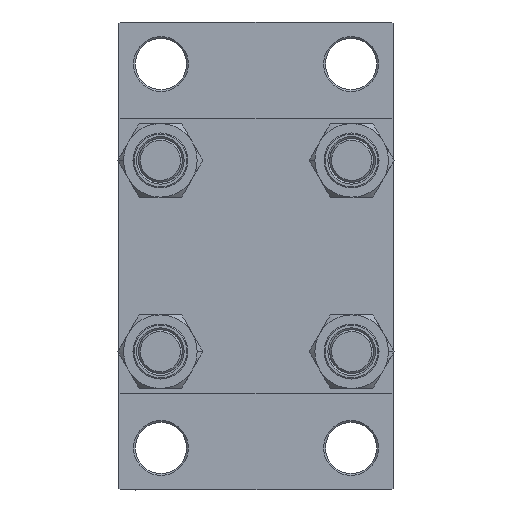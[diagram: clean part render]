
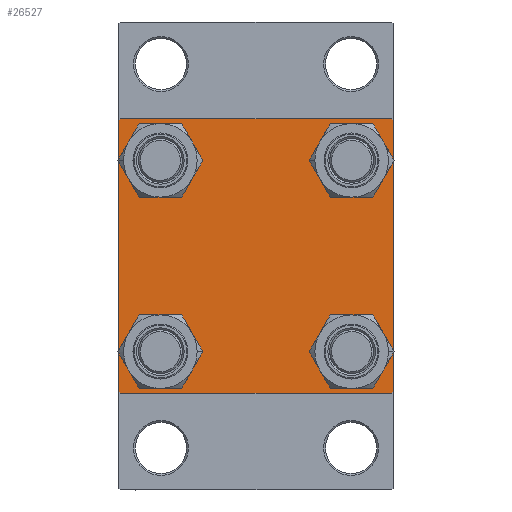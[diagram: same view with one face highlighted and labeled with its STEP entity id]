
A CAD part, left-side view. The second image highlights one B-rep face of the part: STEP entity #26527.
In plain terms, the highlighted planar face has unit normal (-1, 0, 0).
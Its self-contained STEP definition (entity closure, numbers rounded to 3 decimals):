
#296 = CARTESIAN_POINT ( 'NONE',  ( 0., -37., -37.5 ) ) ;
#352 = VERTEX_POINT ( 'NONE', #29498 ) ;
#692 = ORIENTED_EDGE ( 'NONE', *, *, #49181, .T. ) ;
#1930 = ORIENTED_EDGE ( 'NONE', *, *, #38337, .T. ) ;
#2016 = AXIS2_PLACEMENT_3D ( 'NONE', #49746, #4215, #23202 ) ;
#2406 = EDGE_CURVE ( 'NONE', #18404, #26160, #43094, .T. ) ;
#2413 = ORIENTED_EDGE ( 'NONE', *, *, #25045, .T. ) ;
#2840 = ORIENTED_EDGE ( 'NONE', *, *, #11943, .T. ) ;
#3069 = CIRCLE ( 'NONE', #35391, 6.5 ) ;
#3542 = CARTESIAN_POINT ( 'NONE',  ( 0., -37.5, -37. ) ) ;
#3777 = CARTESIAN_POINT ( 'NONE',  ( 0., -26.15, -26.15 ) ) ;
#3867 = CIRCLE ( 'NONE', #16759, 6.5 ) ;
#4215 = DIRECTION ( 'NONE',  ( 1., 0., 0. ) ) ;
#4296 = VECTOR ( 'NONE', #44697, 1000. ) ;
#4390 = EDGE_LOOP ( 'NONE', ( #27969, #33321, #2413, #33923, #35355, #22128, #36447, #39919 ) ) ;
#4894 = VERTEX_POINT ( 'NONE', #34087 ) ;
#5108 = VECTOR ( 'NONE', #31607, 1000. ) ;
#5521 = DIRECTION ( 'NONE',  ( 0., 0., 1. ) ) ;
#6560 = AXIS2_PLACEMENT_3D ( 'NONE', #6981, #7225, #22422 ) ;
#6609 = CARTESIAN_POINT ( 'NONE',  ( 0., 37.25, -37.25 ) ) ;
#6892 = CARTESIAN_POINT ( 'NONE',  ( 0., 26.15, 26.15 ) ) ;
#6981 = CARTESIAN_POINT ( 'NONE',  ( 0., 0., 0. ) ) ;
#7011 = CARTESIAN_POINT ( 'NONE',  ( 0., 37.5, 37.5 ) ) ;
#7225 = DIRECTION ( 'NONE',  ( -1., 0., 0. ) ) ;
#8076 = DIRECTION ( 'NONE',  ( 0., 0., 1. ) ) ;
#9237 = CARTESIAN_POINT ( 'NONE',  ( 0., -26.15, -32.65 ) ) ;
#9764 = VECTOR ( 'NONE', #46071, 1000. ) ;
#10062 = EDGE_CURVE ( 'NONE', #18404, #46070, #38526, .T. ) ;
#10143 = LINE ( 'NONE', #6609, #29075 ) ;
#10265 = DIRECTION ( 'NONE',  ( 1., 0., 0. ) ) ;
#10692 = AXIS2_PLACEMENT_3D ( 'NONE', #20188, #13786, #46978 ) ;
#10912 = EDGE_CURVE ( 'NONE', #4894, #48994, #3867, .T. ) ;
#10976 = EDGE_LOOP ( 'NONE', ( #1930, #42824 ) ) ;
#11943 = EDGE_CURVE ( 'NONE', #15441, #33154, #3069, .T. ) ;
#12096 = CARTESIAN_POINT ( 'NONE',  ( 0., -37.5, 37.5 ) ) ;
#13553 = CARTESIAN_POINT ( 'NONE',  ( 0., 37.5, -37. ) ) ;
#13608 = DIRECTION ( 'NONE',  ( 1., 0., 0. ) ) ;
#13786 = DIRECTION ( 'NONE',  ( 1., 0., 0. ) ) ;
#14480 = EDGE_LOOP ( 'NONE', ( #42237, #46544 ) ) ;
#14819 = FACE_BOUND ( 'NONE', #40516, .T. ) ;
#15441 = VERTEX_POINT ( 'NONE', #26504 ) ;
#16172 = LINE ( 'NONE', #35645, #5108 ) ;
#16272 = EDGE_CURVE ( 'NONE', #18831, #352, #10143, .T. ) ;
#16457 = CIRCLE ( 'NONE', #39090, 6.5 ) ;
#16465 = CIRCLE ( 'NONE', #48793, 6.5 ) ;
#16759 = AXIS2_PLACEMENT_3D ( 'NONE', #40846, #37070, #17846 ) ;
#17134 = VERTEX_POINT ( 'NONE', #3542 ) ;
#17846 = DIRECTION ( 'NONE',  ( 0., 0., 1. ) ) ;
#17881 = FACE_BOUND ( 'NONE', #10976, .T. ) ;
#17974 = CARTESIAN_POINT ( 'NONE',  ( 0., 26.15, 32.65 ) ) ;
#18085 = VERTEX_POINT ( 'NONE', #45846 ) ;
#18404 = VERTEX_POINT ( 'NONE', #33653 ) ;
#18601 = CARTESIAN_POINT ( 'NONE',  ( 0., 26.15, -26.15 ) ) ;
#18831 = VERTEX_POINT ( 'NONE', #13553 ) ;
#19058 = DIRECTION ( 'NONE',  ( 0., 0.707, -0.707 ) ) ;
#20188 = CARTESIAN_POINT ( 'NONE',  ( 0., 26.15, 26.15 ) ) ;
#20192 = LINE ( 'NONE', #12096, #24145 ) ;
#20626 = CIRCLE ( 'NONE', #31130, 6.5 ) ;
#20756 = EDGE_CURVE ( 'NONE', #25118, #17134, #16172, .T. ) ;
#21011 = DIRECTION ( 'NONE',  ( 0., 0., 1. ) ) ;
#21088 = CARTESIAN_POINT ( 'NONE',  ( 0., -26.15, 19.65 ) ) ;
#22128 = ORIENTED_EDGE ( 'NONE', *, *, #37919, .T. ) ;
#22422 = DIRECTION ( 'NONE',  ( 0., 0., 1. ) ) ;
#22451 = LINE ( 'NONE', #7011, #4296 ) ;
#23006 = VERTEX_POINT ( 'NONE', #42735 ) ;
#23202 = DIRECTION ( 'NONE',  ( 0., 0., 1. ) ) ;
#24145 = VECTOR ( 'NONE', #47486, 1000. ) ;
#24200 = LINE ( 'NONE', #28737, #44003 ) ;
#25045 = EDGE_CURVE ( 'NONE', #352, #25118, #26625, .T. ) ;
#25118 = VERTEX_POINT ( 'NONE', #296 ) ;
#25523 = VECTOR ( 'NONE', #30740, 1000. ) ;
#26129 = AXIS2_PLACEMENT_3D ( 'NONE', #39456, #32135, #21011 ) ;
#26160 = VERTEX_POINT ( 'NONE', #47526 ) ;
#26504 = CARTESIAN_POINT ( 'NONE',  ( 0., 26.15, -19.65 ) ) ;
#26527 = ADVANCED_FACE ( 'NONE', ( #29995, #17881, #34281, #14819, #44923 ), #29508, .T. ) ;
#26625 = LINE ( 'NONE', #41297, #9764 ) ;
#27604 = CARTESIAN_POINT ( 'NONE',  ( 0., 26.15, -32.65 ) ) ;
#27969 = ORIENTED_EDGE ( 'NONE', *, *, #33833, .T. ) ;
#28737 = CARTESIAN_POINT ( 'NONE',  ( 0., -37.25, 37.25 ) ) ;
#28874 = EDGE_CURVE ( 'NONE', #45466, #23006, #32512, .T. ) ;
#29075 = VECTOR ( 'NONE', #29627, 1000. ) ;
#29498 = CARTESIAN_POINT ( 'NONE',  ( 0., 37., -37.5 ) ) ;
#29508 = PLANE ( 'NONE',  #6560 ) ;
#29627 = DIRECTION ( 'NONE',  ( 0., -0.707, -0.707 ) ) ;
#29912 = DIRECTION ( 'NONE',  ( 1., 0., 0. ) ) ;
#29995 = FACE_BOUND ( 'NONE', #14480, .T. ) ;
#30482 = VECTOR ( 'NONE', #19058, 1000. ) ;
#30740 = DIRECTION ( 'NONE',  ( 0., -1., 0. ) ) ;
#31130 = AXIS2_PLACEMENT_3D ( 'NONE', #3777, #42716, #8076 ) ;
#31155 = EDGE_CURVE ( 'NONE', #48994, #4894, #47101, .T. ) ;
#31607 = DIRECTION ( 'NONE',  ( 0., -0.707, 0.707 ) ) ;
#32135 = DIRECTION ( 'NONE',  ( 1., 0., 0. ) ) ;
#32373 = ORIENTED_EDGE ( 'NONE', *, *, #28874, .T. ) ;
#32512 = CIRCLE ( 'NONE', #10692, 6.5 ) ;
#33098 = CARTESIAN_POINT ( 'NONE',  ( 0., -26.15, -19.65 ) ) ;
#33154 = VERTEX_POINT ( 'NONE', #27604 ) ;
#33321 = ORIENTED_EDGE ( 'NONE', *, *, #16272, .T. ) ;
#33653 = CARTESIAN_POINT ( 'NONE',  ( 0., 37., 37.5 ) ) ;
#33833 = EDGE_CURVE ( 'NONE', #46070, #18831, #22451, .T. ) ;
#33923 = ORIENTED_EDGE ( 'NONE', *, *, #20756, .T. ) ;
#34087 = CARTESIAN_POINT ( 'NONE',  ( 0., -26.15, 32.65 ) ) ;
#34281 = FACE_BOUND ( 'NONE', #38974, .T. ) ;
#34331 = CIRCLE ( 'NONE', #2016, 6.5 ) ;
#34946 = EDGE_CURVE ( 'NONE', #33154, #15441, #16465, .T. ) ;
#35330 = DIRECTION ( 'NONE',  ( 0., 0.707, 0.707 ) ) ;
#35355 = ORIENTED_EDGE ( 'NONE', *, *, #47506, .F. ) ;
#35391 = AXIS2_PLACEMENT_3D ( 'NONE', #48255, #13608, #5521 ) ;
#35537 = VERTEX_POINT ( 'NONE', #9237 ) ;
#35645 = CARTESIAN_POINT ( 'NONE',  ( 0., -37.25, -37.25 ) ) ;
#36447 = ORIENTED_EDGE ( 'NONE', *, *, #2406, .F. ) ;
#37070 = DIRECTION ( 'NONE',  ( 1., 0., 0. ) ) ;
#37771 = EDGE_CURVE ( 'NONE', #35537, #40205, #34331, .T. ) ;
#37919 = EDGE_CURVE ( 'NONE', #18085, #26160, #24200, .T. ) ;
#38337 = EDGE_CURVE ( 'NONE', #40205, #35537, #20626, .T. ) ;
#38526 = LINE ( 'NONE', #45858, #30482 ) ;
#38675 = ORIENTED_EDGE ( 'NONE', *, *, #34946, .T. ) ;
#38974 = EDGE_LOOP ( 'NONE', ( #2840, #38675 ) ) ;
#39090 = AXIS2_PLACEMENT_3D ( 'NONE', #6892, #29912, #49379 ) ;
#39456 = CARTESIAN_POINT ( 'NONE',  ( 0., -26.15, 26.15 ) ) ;
#39919 = ORIENTED_EDGE ( 'NONE', *, *, #10062, .T. ) ;
#40205 = VERTEX_POINT ( 'NONE', #33098 ) ;
#40516 = EDGE_LOOP ( 'NONE', ( #32373, #692 ) ) ;
#40846 = CARTESIAN_POINT ( 'NONE',  ( 0., -26.15, 26.15 ) ) ;
#41297 = CARTESIAN_POINT ( 'NONE',  ( 0., 37.5, -37.5 ) ) ;
#41601 = DIRECTION ( 'NONE',  ( 0., 0., 1. ) ) ;
#41840 = CARTESIAN_POINT ( 'NONE',  ( 0., 37.5, 37. ) ) ;
#42237 = ORIENTED_EDGE ( 'NONE', *, *, #10912, .T. ) ;
#42716 = DIRECTION ( 'NONE',  ( 1., 0., 0. ) ) ;
#42735 = CARTESIAN_POINT ( 'NONE',  ( 0., 26.15, 19.65 ) ) ;
#42824 = ORIENTED_EDGE ( 'NONE', *, *, #37771, .T. ) ;
#43094 = LINE ( 'NONE', #45897, #25523 ) ;
#44003 = VECTOR ( 'NONE', #35330, 1000. ) ;
#44697 = DIRECTION ( 'NONE',  ( 0., 0., -1. ) ) ;
#44923 = FACE_OUTER_BOUND ( 'NONE', #4390, .T. ) ;
#45466 = VERTEX_POINT ( 'NONE', #17974 ) ;
#45846 = CARTESIAN_POINT ( 'NONE',  ( 0., -37.5, 37. ) ) ;
#45858 = CARTESIAN_POINT ( 'NONE',  ( 0., 37.25, 37.25 ) ) ;
#45897 = CARTESIAN_POINT ( 'NONE',  ( 0., 37.5, 37.5 ) ) ;
#46070 = VERTEX_POINT ( 'NONE', #41840 ) ;
#46071 = DIRECTION ( 'NONE',  ( 0., -1., 0. ) ) ;
#46544 = ORIENTED_EDGE ( 'NONE', *, *, #31155, .T. ) ;
#46978 = DIRECTION ( 'NONE',  ( 0., 0., 1. ) ) ;
#47101 = CIRCLE ( 'NONE', #26129, 6.5 ) ;
#47486 = DIRECTION ( 'NONE',  ( 0., 0., -1. ) ) ;
#47506 = EDGE_CURVE ( 'NONE', #18085, #17134, #20192, .T. ) ;
#47526 = CARTESIAN_POINT ( 'NONE',  ( 0., -37., 37.5 ) ) ;
#48255 = CARTESIAN_POINT ( 'NONE',  ( 0., 26.15, -26.15 ) ) ;
#48793 = AXIS2_PLACEMENT_3D ( 'NONE', #18601, #10265, #41601 ) ;
#48994 = VERTEX_POINT ( 'NONE', #21088 ) ;
#49181 = EDGE_CURVE ( 'NONE', #23006, #45466, #16457, .T. ) ;
#49379 = DIRECTION ( 'NONE',  ( 0., 0., 1. ) ) ;
#49746 = CARTESIAN_POINT ( 'NONE',  ( 0., -26.15, -26.15 ) ) ;
